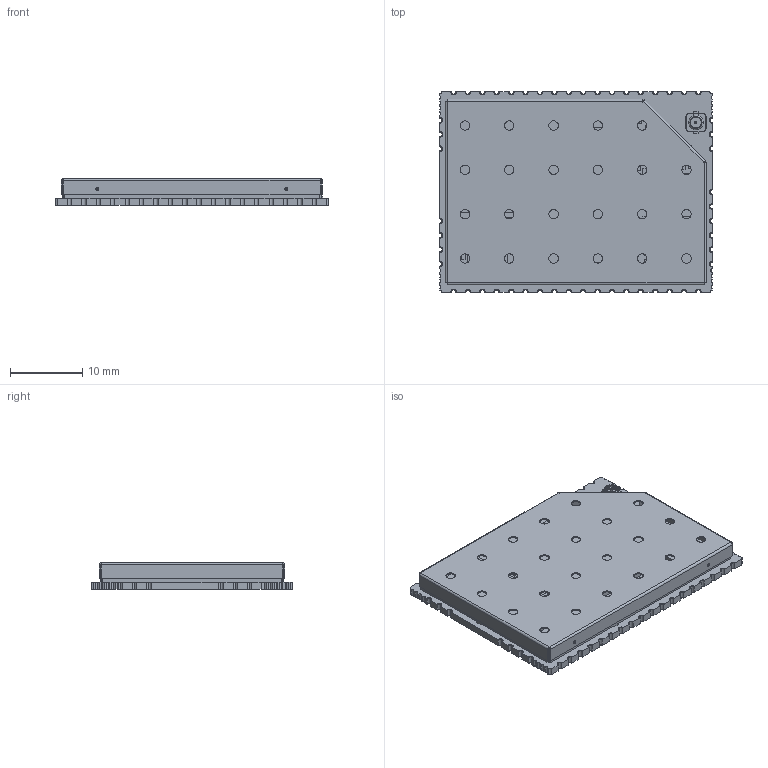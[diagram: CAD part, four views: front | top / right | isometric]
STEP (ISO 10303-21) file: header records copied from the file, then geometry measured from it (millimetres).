
FILE_DESCRIPTION (( 'STEP AP214' ), '1' );
FILE_NAME ('8DEV0301_0003-Carambola2.STEP', '2020-02-14T08:27:00', ( '' ), ( '' ), 'SwSTEP 2.0', 'SolidWorks 2018', '' );
FILE_SCHEMA (( 'AUTOMOTIVE_DESIGN' ));
Length unit declared in the file: millimetre
Products named in the file (1): 8DEV0301_0003-Carambola2
Bounding box: 37.9 x 27.8 x 3.67 mm (x, y, z)
Volume: 1697.3 mm3; surface area: 6017.1 mm2
Topology: 10 solids, 10 shells, 1761 faces, 4621 edges, 3041 vertices
Faces by surface type: plane 1180, cylinder 503, torus 46, bspline 32
Entity records: 63874 total; most frequent: CARTESIAN_POINT 11292, ORIENTED_EDGE 9238, DIRECTION 9089, EDGE_CURVE 4619, LINE 3485, VECTOR 3485, VERTEX_POINT 3041, AXIS2_PLACEMENT_3D 2802
